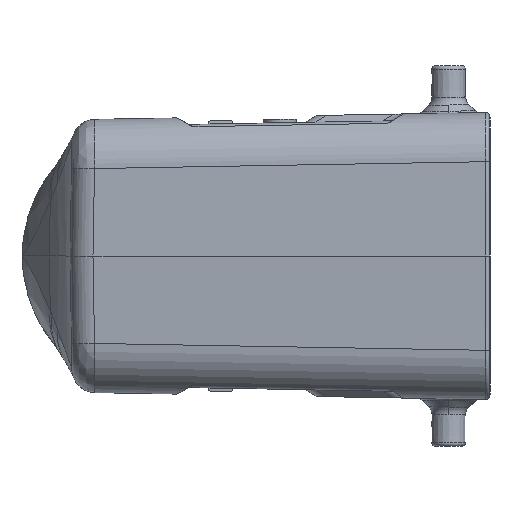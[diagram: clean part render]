
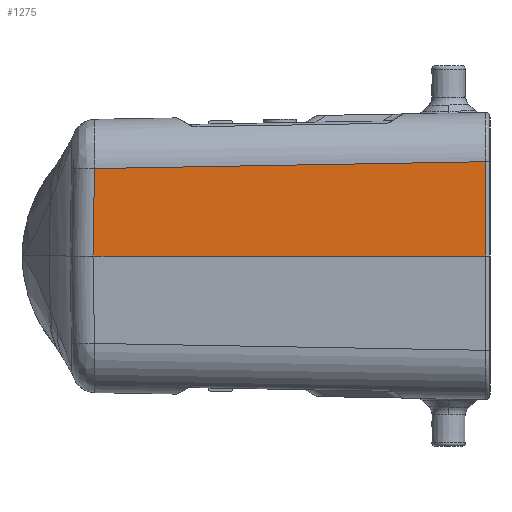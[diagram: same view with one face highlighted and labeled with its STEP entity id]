
A CAD part, left-side view. The second image highlights one B-rep face of the part: STEP entity #1275.
In plain terms, the highlighted planar face has unit normal (-1, 0.018, 0.017).
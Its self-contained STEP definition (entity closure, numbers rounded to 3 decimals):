
#852=FACE_OUTER_BOUND('',#2290,.T.);
#1275=ADVANCED_FACE('',(#852),#1539,.T.);
#1539=PLANE('',#8063);
#2290=EDGE_LOOP('',(#4157,#4158,#4159,#4160));
#4157=ORIENTED_EDGE('',*,*,#6146,.F.);
#4158=ORIENTED_EDGE('',*,*,#6147,.F.);
#4159=ORIENTED_EDGE('',*,*,#6148,.T.);
#4160=ORIENTED_EDGE('',*,*,#6145,.T.);
#5197=VERTEX_POINT('',#14505);
#5200=VERTEX_POINT('',#14510);
#5201=VERTEX_POINT('',#14514);
#5202=VERTEX_POINT('',#14516);
#6145=EDGE_CURVE('',#5197,#5200,#6853,.T.);
#6146=EDGE_CURVE('',#5201,#5200,#6854,.T.);
#6147=EDGE_CURVE('',#5202,#5201,#6855,.T.);
#6148=EDGE_CURVE('',#5202,#5197,#6856,.T.);
#6853=LINE('',#14511,#7467);
#6854=LINE('',#14513,#7468);
#6855=LINE('',#14515,#7469);
#6856=LINE('',#14517,#7470);
#7467=VECTOR('',#9747,1.);
#7468=VECTOR('',#9750,1.);
#7469=VECTOR('',#9751,1.);
#7470=VECTOR('',#9752,1.);
#8063=AXIS2_PLACEMENT_3D('',#14518,#9753,#9754);
#9747=DIRECTION('',(0.017,0.,1.));
#9750=DIRECTION('',(-0.017,-1.,0.017));
#9751=DIRECTION('',(0.017,-0.017,1.));
#9752=DIRECTION('',(-0.017,-1.,0.));
#9753=DIRECTION('',(-1.,0.017,0.017));
#9754=DIRECTION('',(-0.017,0.,-1.));
#14505=CARTESIAN_POINT('',(-46.739,70.609,0.));
#14510=CARTESIAN_POINT('',(-46.493,70.609,14.121));
#14511=CARTESIAN_POINT('',(-46.322,70.609,23.912));
#14513=CARTESIAN_POINT('',(-46.507,69.809,14.135));
#14514=CARTESIAN_POINT('',(-45.487,129.233,13.098));
#14515=CARTESIAN_POINT('',(-45.713,129.463,-0.078));
#14516=CARTESIAN_POINT('',(-45.712,129.462,0.));
#14517=CARTESIAN_POINT('',(-45.712,129.462,0.));
#14518=CARTESIAN_POINT('',(-46.333,70.,23.912));
